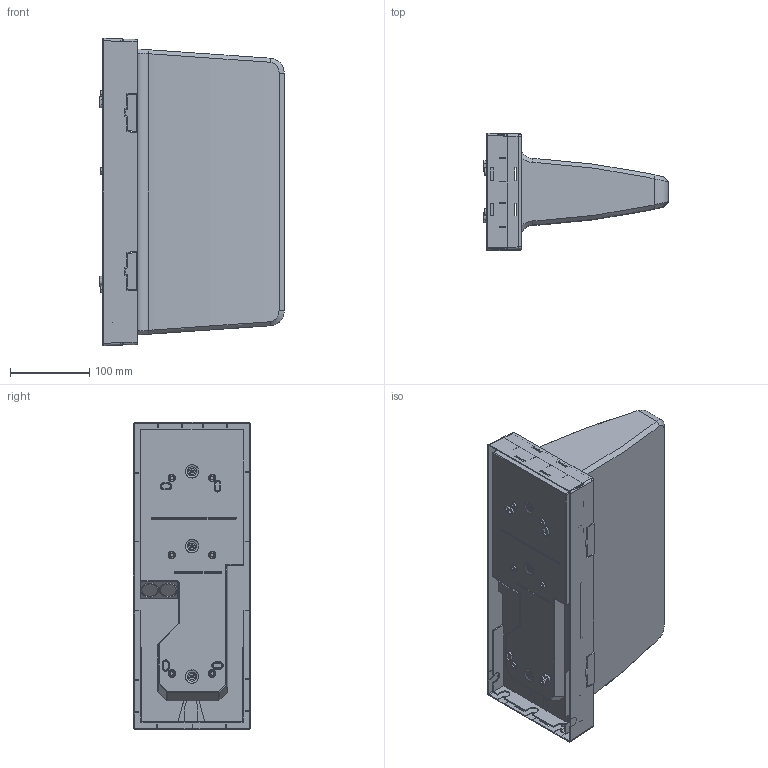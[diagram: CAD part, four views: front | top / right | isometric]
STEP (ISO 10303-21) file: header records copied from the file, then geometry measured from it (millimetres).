
FILE_DESCRIPTION((''),'2;1');
FILE_NAME('','',('none'),('none'),'','','none');
FILE_SCHEMA(('CONFIG_CONTROL_DESIGN'));
Length unit declared in the file: millimetre
Products named in the file (1): EN10077203
Bounding box: 232 x 147.62 x 386.62 mm (x, y, z)
Volume: 5869133.1 mm3; surface area: 465640.3 mm2
Topology: 2 solids, 2 shells, 734 faces, 1921 edges, 1199 vertices
Faces by surface type: plane 343, cylinder 232, torus 85, bspline 37, cone 22, sphere 9, revolution 6
Entity records: 25200 total; most frequent: CARTESIAN_POINT 8808, ORIENTED_EDGE 3810, DIRECTION 2591, EDGE_CURVE 1905, VERTEX_POINT 1199, VECTOR 1178, LINE 1178, AXIS2_PLACEMENT_3D 947
